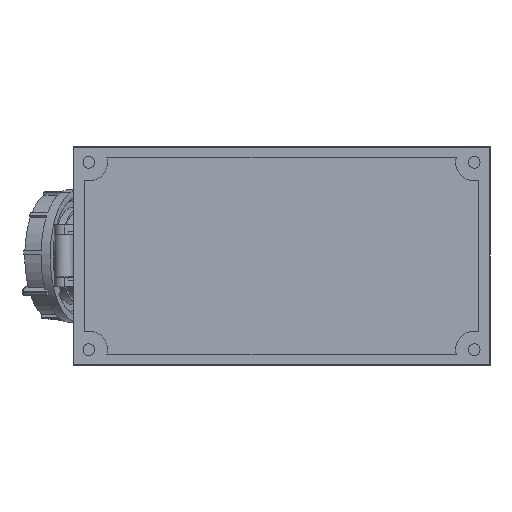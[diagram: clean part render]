
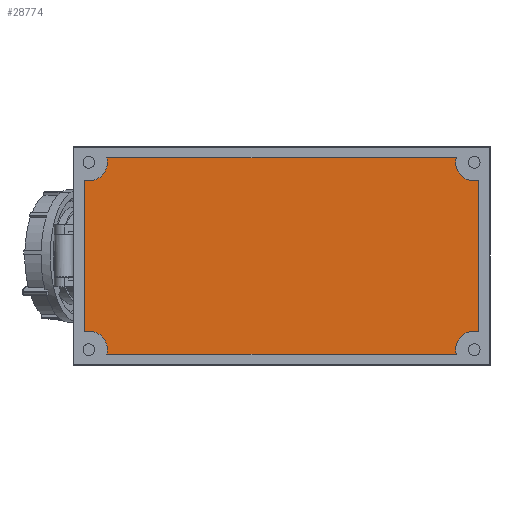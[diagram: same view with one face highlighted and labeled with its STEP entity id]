
A CAD part, front view. The second image highlights one B-rep face of the part: STEP entity #28774.
In plain terms, the highlighted planar face has unit normal (0, -1, 0).
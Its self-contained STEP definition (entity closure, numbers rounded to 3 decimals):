
#2355 = AXIS2_PLACEMENT_3D ( 'NONE', #14156, #26064, #37965 ) ;
#3183 = DIRECTION ( 'NONE',  ( 0., 0., -1. ) ) ;
#3832 = LINE ( 'NONE', #15755, #5291 ) ;
#4351 = EDGE_CURVE ( 'NONE', #32796, #13151, #3832, .T. ) ;
#4354 = CARTESIAN_POINT ( 'NONE',  ( -104., 1., 50.5 ) ) ;
#5291 = VECTOR ( 'NONE', #9901, 1000. ) ;
#5372 = AXIS2_PLACEMENT_3D ( 'NONE', #23460, #12124, #21100 ) ;
#5648 = CARTESIAN_POINT ( 'NONE',  ( -106.5, 1., -40.818 ) ) ;
#5733 = DIRECTION ( 'NONE',  ( 1., 0., 0. ) ) ;
#5925 = VERTEX_POINT ( 'NONE', #20799 ) ;
#6176 = ORIENTED_EDGE ( 'NONE', *, *, #11742, .T. ) ;
#7196 = EDGE_CURVE ( 'NONE', #37884, #19511, #25271, .T. ) ;
#7339 = DIRECTION ( 'NONE',  ( 0., 1., 0. ) ) ;
#7607 = EDGE_CURVE ( 'NONE', #8449, #26716, #18000, .T. ) ;
#7952 = EDGE_CURVE ( 'NONE', #13151, #27796, #35947, .T. ) ;
#8116 = AXIS2_PLACEMENT_3D ( 'NONE', #34143, #28285, #16174 ) ;
#8449 = VERTEX_POINT ( 'NONE', #24880 ) ;
#9226 = VECTOR ( 'NONE', #37443, 1000. ) ;
#9246 = AXIS2_PLACEMENT_3D ( 'NONE', #27983, #21726, #30911 ) ;
#9317 = CARTESIAN_POINT ( 'NONE',  ( -104., 1., -50.5 ) ) ;
#9462 = EDGE_CURVE ( 'NONE', #26716, #37884, #17319, .T. ) ;
#9491 = ORIENTED_EDGE ( 'NONE', *, *, #4351, .T. ) ;
#9901 = DIRECTION ( 'NONE',  ( 0., 0., 1. ) ) ;
#10356 = CARTESIAN_POINT ( 'NONE',  ( 94.318, 1., 53. ) ) ;
#11742 = EDGE_CURVE ( 'NONE', #16710, #5925, #21803, .T. ) ;
#12124 = DIRECTION ( 'NONE',  ( 0., 1., 0. ) ) ;
#13151 = VERTEX_POINT ( 'NONE', #18581 ) ;
#13544 = DIRECTION ( 'NONE',  ( 0., 1., 0. ) ) ;
#14001 = VECTOR ( 'NONE', #5733, 1000. ) ;
#14156 = CARTESIAN_POINT ( 'NONE',  ( -104., 1., -50.5 ) ) ;
#14353 = PLANE ( 'NONE',  #2355 ) ;
#14964 = CIRCLE ( 'NONE', #8116, 10. ) ;
#15035 = DIRECTION ( 'NONE',  ( 1., 0., 0. ) ) ;
#15755 = CARTESIAN_POINT ( 'NONE',  ( 106.5, 1., -40.818 ) ) ;
#16174 = DIRECTION ( 'NONE',  ( 1., 0., 0. ) ) ;
#16710 = VERTEX_POINT ( 'NONE', #23831 ) ;
#17319 = CIRCLE ( 'NONE', #9246, 10. ) ;
#17809 = LINE ( 'NONE', #38139, #14001 ) ;
#18000 = LINE ( 'NONE', #29939, #31551 ) ;
#18320 = CIRCLE ( 'NONE', #37659, 10. ) ;
#18581 = CARTESIAN_POINT ( 'NONE',  ( 106.5, 1., 40.818 ) ) ;
#19110 = EDGE_CURVE ( 'NONE', #19511, #29036, #17809, .T. ) ;
#19511 = VERTEX_POINT ( 'NONE', #32071 ) ;
#19970 = ORIENTED_EDGE ( 'NONE', *, *, #7607, .T. ) ;
#20510 = ORIENTED_EDGE ( 'NONE', *, *, #25060, .T. ) ;
#20799 = CARTESIAN_POINT ( 'NONE',  ( -94., 1., 50.5 ) ) ;
#21100 = DIRECTION ( 'NONE',  ( -1., 0., 0. ) ) ;
#21377 = DIRECTION ( 'NONE',  ( 0., 1., 0. ) ) ;
#21726 = DIRECTION ( 'NONE',  ( 0., 1., 0. ) ) ;
#21803 = CIRCLE ( 'NONE', #23077, 10. ) ;
#22871 = ORIENTED_EDGE ( 'NONE', *, *, #7952, .T. ) ;
#23077 = AXIS2_PLACEMENT_3D ( 'NONE', #4354, #13544, #28776 ) ;
#23437 = ORIENTED_EDGE ( 'NONE', *, *, #30428, .T. ) ;
#23460 = CARTESIAN_POINT ( 'NONE',  ( 104., 1., 50.5 ) ) ;
#23831 = CARTESIAN_POINT ( 'NONE',  ( -94.318, 1., 53. ) ) ;
#24323 = DIRECTION ( 'NONE',  ( -1., 0., 0. ) ) ;
#24880 = CARTESIAN_POINT ( 'NONE',  ( -106.5, 1., 40.818 ) ) ;
#25060 = EDGE_CURVE ( 'NONE', #5925, #8449, #18320, .T. ) ;
#25271 = CIRCLE ( 'NONE', #33991, 10. ) ;
#25543 = CARTESIAN_POINT ( 'NONE',  ( -94.318, 1., 53. ) ) ;
#26064 = DIRECTION ( 'NONE',  ( 0., 1., 0. ) ) ;
#26716 = VERTEX_POINT ( 'NONE', #5648 ) ;
#27118 = ORIENTED_EDGE ( 'NONE', *, *, #28204, .T. ) ;
#27796 = VERTEX_POINT ( 'NONE', #10356 ) ;
#27983 = CARTESIAN_POINT ( 'NONE',  ( -104., 1., -50.5 ) ) ;
#28071 = LINE ( 'NONE', #25543, #9226 ) ;
#28204 = EDGE_CURVE ( 'NONE', #27796, #16710, #28071, .T. ) ;
#28285 = DIRECTION ( 'NONE',  ( 0., 1., 0. ) ) ;
#28774 = ADVANCED_FACE ( 'NONE', ( #28984 ), #14353, .F. ) ;
#28776 = DIRECTION ( 'NONE',  ( 1., 0., 0. ) ) ;
#28891 = CARTESIAN_POINT ( 'NONE',  ( 94.318, 1., -53. ) ) ;
#28984 = FACE_OUTER_BOUND ( 'NONE', #36507, .T. ) ;
#29036 = VERTEX_POINT ( 'NONE', #28891 ) ;
#29939 = CARTESIAN_POINT ( 'NONE',  ( -106.5, 1., -40.818 ) ) ;
#30428 = EDGE_CURVE ( 'NONE', #29036, #32796, #14964, .T. ) ;
#30911 = DIRECTION ( 'NONE',  ( -1., 0., 0. ) ) ;
#31551 = VECTOR ( 'NONE', #3183, 1000. ) ;
#32071 = CARTESIAN_POINT ( 'NONE',  ( -94.318, 1., -53. ) ) ;
#32796 = VERTEX_POINT ( 'NONE', #37385 ) ;
#33991 = AXIS2_PLACEMENT_3D ( 'NONE', #9317, #21377, #24323 ) ;
#34143 = CARTESIAN_POINT ( 'NONE',  ( 104., 1., -50.5 ) ) ;
#34287 = CARTESIAN_POINT ( 'NONE',  ( -104., 1., 50.5 ) ) ;
#34861 = ORIENTED_EDGE ( 'NONE', *, *, #7196, .T. ) ;
#35625 = CARTESIAN_POINT ( 'NONE',  ( -94., 1., -50.5 ) ) ;
#35947 = CIRCLE ( 'NONE', #5372, 10. ) ;
#36507 = EDGE_LOOP ( 'NONE', ( #27118, #6176, #20510, #19970, #36577, #34861, #36940, #23437, #9491, #22871 ) ) ;
#36577 = ORIENTED_EDGE ( 'NONE', *, *, #9462, .T. ) ;
#36940 = ORIENTED_EDGE ( 'NONE', *, *, #19110, .T. ) ;
#37385 = CARTESIAN_POINT ( 'NONE',  ( 106.5, 1., -40.818 ) ) ;
#37443 = DIRECTION ( 'NONE',  ( -1., 0., 0. ) ) ;
#37659 = AXIS2_PLACEMENT_3D ( 'NONE', #34287, #7339, #15035 ) ;
#37884 = VERTEX_POINT ( 'NONE', #35625 ) ;
#37965 = DIRECTION ( 'NONE',  ( 0., 0., -1. ) ) ;
#38139 = CARTESIAN_POINT ( 'NONE',  ( -94.318, 1., -53. ) ) ;
